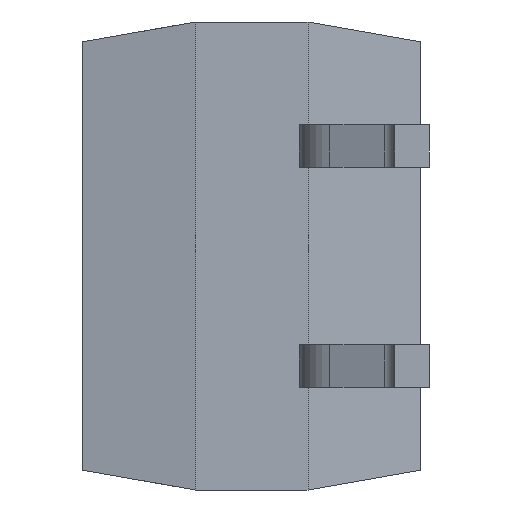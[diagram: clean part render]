
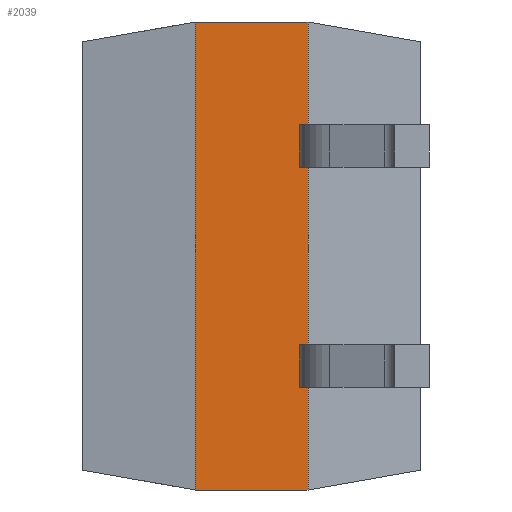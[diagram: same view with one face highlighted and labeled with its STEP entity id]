
A CAD part, left-side view. The second image highlights one B-rep face of the part: STEP entity #2039.
In plain terms, the highlighted planar face has unit normal (-1, 0, 0).
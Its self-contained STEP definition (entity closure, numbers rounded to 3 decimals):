
#1916 = CARTESIAN_POINT ( 'NONE',  ( -2.2, 1.35, 1.35 ) ) ;
#1917 = VERTEX_POINT ( 'NONE', #1916 ) ;
#1918 = CARTESIAN_POINT ( 'NONE',  ( -2.2, 0.7, 1.35 ) ) ;
#1919 = VERTEX_POINT ( 'NONE', #1918 ) ;
#1920 = CARTESIAN_POINT ( 'NONE',  ( -2.2, 2., 1.35 ) ) ;
#1921 = DIRECTION ( 'NONE',  ( 0., -1., 0. ) ) ;
#1922 = VECTOR ( 'NONE', #1921, 1000. ) ;
#1923 = LINE ( 'NONE', #1920, #1922 ) ;
#1924 = EDGE_CURVE ( 'NONE', #1917, #1919, #1923, .T. ) ;
#1988 = CARTESIAN_POINT ( 'NONE',  ( -2.2, 0.7, -1.35 ) ) ;
#1989 = VERTEX_POINT ( 'NONE', #1988 ) ;
#1996 = CARTESIAN_POINT ( 'NONE',  ( -2.2, 1.35, -1.35 ) ) ;
#1997 = VERTEX_POINT ( 'NONE', #1996 ) ;
#1998 = CARTESIAN_POINT ( 'NONE',  ( -2.2, 2., -1.35 ) ) ;
#1999 = DIRECTION ( 'NONE',  ( 0., -1., 0. ) ) ;
#2000 = VECTOR ( 'NONE', #1999, 1000. ) ;
#2001 = LINE ( 'NONE', #1998, #2000 ) ;
#2002 = EDGE_CURVE ( 'NONE', #1997, #1989, #2001, .T. ) ;
#2018 = ORIENTED_EDGE ( 'NONE', *, *, #2002, .T. ) ;
#2019 = CARTESIAN_POINT ( 'NONE',  ( -2.2, 0.7, -1.35 ) ) ;
#2020 = DIRECTION ( 'NONE',  ( 0., 0., 1. ) ) ;
#2021 = VECTOR ( 'NONE', #2020, 1000. ) ;
#2022 = LINE ( 'NONE', #2019, #2021 ) ;
#2023 = EDGE_CURVE ( 'NONE', #1989, #1919, #2022, .T. ) ;
#2024 = ORIENTED_EDGE ( 'NONE', *, *, #2023, .T. ) ;
#2025 = ORIENTED_EDGE ( 'NONE', *, *, #1924, .F. ) ;
#2026 = CARTESIAN_POINT ( 'NONE',  ( -2.2, 1.35, -1.35 ) ) ;
#2027 = DIRECTION ( 'NONE',  ( 0., 0., -1. ) ) ;
#2028 = VECTOR ( 'NONE', #2027, 1000. ) ;
#2029 = LINE ( 'NONE', #2026, #2028 ) ;
#2030 = EDGE_CURVE ( 'NONE', #1917, #1997, #2029, .T. ) ;
#2031 = ORIENTED_EDGE ( 'NONE', *, *, #2030, .T. ) ;
#2032 = EDGE_LOOP ( 'NONE', ( #2018, #2024, #2025, #2031 ) ) ;
#2033 = FACE_OUTER_BOUND ( 'NONE', #2032, .T. ) ;
#2034 = CARTESIAN_POINT ( 'NONE',  ( -2.2, 2., -1.35 ) ) ;
#2035 = DIRECTION ( 'NONE',  ( 1., 0., 0. ) ) ;
#2036 = DIRECTION ( 'NONE',  ( 0., 0., -1. ) ) ;
#2037 = AXIS2_PLACEMENT_3D ( 'NONE', #2034, #2035, #2036 ) ;
#2038 = PLANE ( 'NONE', #2037 ) ;
#2039 = ADVANCED_FACE ( 'NONE', ( #2033 ), #2038, .F. ) ;
